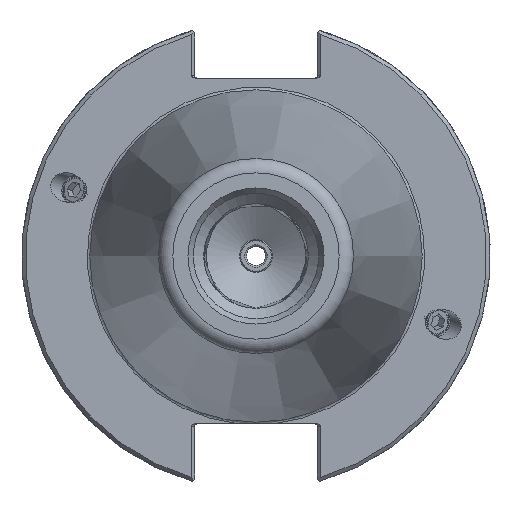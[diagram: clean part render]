
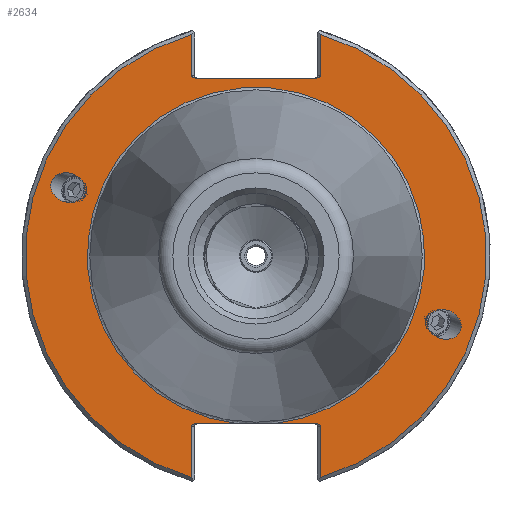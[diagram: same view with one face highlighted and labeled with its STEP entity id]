
A CAD part, left-side view. The second image highlights one B-rep face of the part: STEP entity #2634.
In plain terms, the highlighted planar face has unit normal (-1, 0, 0).
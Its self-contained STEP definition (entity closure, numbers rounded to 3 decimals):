
#561=CARTESIAN_POINT('',(3.175,-35.971,-13.092));
#562=VERTEX_POINT('',#561);
#563=CARTESIAN_POINT('',(3.175,-39.467,-14.365));
#564=DIRECTION('',(1.0,0.0,0.0));
#565=DIRECTION('',(0.0,-0.94,-0.342));
#566=AXIS2_PLACEMENT_3D('',#563,#564,#565);
#567=ELLIPSE('',#566,3.721,3.048);
#568=EDGE_CURVE('',#562,#562,#567,.T.);
#641=CARTESIAN_POINT('',(3.175,35.971,13.092));
#642=VERTEX_POINT('',#641);
#643=CARTESIAN_POINT('',(3.175,39.467,14.365));
#644=DIRECTION('',(1.0,0.0,0.0));
#645=DIRECTION('',(0.0,0.94,0.342));
#646=AXIS2_PLACEMENT_3D('',#643,#644,#645);
#647=ELLIPSE('',#646,3.721,3.048);
#648=EDGE_CURVE('',#642,#642,#647,.T.);
#1372=CARTESIAN_POINT('',(3.175,13.526,37.897));
#1373=VERTEX_POINT('',#1372);
#1380=CARTESIAN_POINT('',(3.175,12.807,37.389));
#1381=VERTEX_POINT('',#1380);
#1382=CARTESIAN_POINT('',(3.175,12.807,37.897));
#1383=DIRECTION('',(-1.0,0.0,0.0));
#1384=DIRECTION('',(0.0,1.0,0.0));
#1385=AXIS2_PLACEMENT_3D('',#1382,#1383,#1384);
#1386=ELLIPSE('',#1385,0.718,0.508);
#1387=EDGE_CURVE('',#1373,#1381,#1386,.T.);
#1483=CARTESIAN_POINT('',(3.175,13.526,46.524));
#1484=VERTEX_POINT('',#1483);
#1491=CARTESIAN_POINT('',(3.175,13.526,46.524));
#1492=DIRECTION('',(0.0,0.0,-1.0));
#1493=VECTOR('',#1492,8.628);
#1494=LINE('',#1491,#1493);
#1495=EDGE_CURVE('',#1484,#1373,#1494,.T.);
#1665=CARTESIAN_POINT('',(3.175,12.807,-35.255));
#1666=VERTEX_POINT('',#1665);
#1673=CARTESIAN_POINT('',(3.175,13.526,-35.763));
#1674=VERTEX_POINT('',#1673);
#1675=CARTESIAN_POINT('',(3.175,12.807,-35.763));
#1676=DIRECTION('',(-1.0,0.0,0.0));
#1677=DIRECTION('',(0.0,1.0,0.0));
#1678=AXIS2_PLACEMENT_3D('',#1675,#1676,#1677);
#1679=ELLIPSE('',#1678,0.718,0.508);
#1680=EDGE_CURVE('',#1666,#1674,#1679,.T.);
#1809=CARTESIAN_POINT('',(3.175,13.526,-46.524));
#1810=VERTEX_POINT('',#1809);
#1811=CARTESIAN_POINT('',(3.175,13.526,-35.763));
#1812=DIRECTION('',(0.0,0.0,-1.0));
#1813=VECTOR('',#1812,10.761);
#1814=LINE('',#1811,#1813);
#1815=EDGE_CURVE('',#1674,#1810,#1814,.T.);
#1840=CARTESIAN_POINT('',(3.175,-13.525,-35.763));
#1841=VERTEX_POINT('',#1840);
#1842=CARTESIAN_POINT('',(3.175,-12.807,-35.255));
#1843=VERTEX_POINT('',#1842);
#1844=CARTESIAN_POINT('',(3.175,-12.807,-35.763));
#1845=DIRECTION('',(-1.0,0.0,0.0));
#1846=DIRECTION('',(0.0,-1.0,0.0));
#1847=AXIS2_PLACEMENT_3D('',#1844,#1845,#1846);
#1848=ELLIPSE('',#1847,0.718,0.508);
#1849=EDGE_CURVE('',#1841,#1843,#1848,.T.);
#1953=CARTESIAN_POINT('',(3.175,-13.525,-46.524));
#1954=VERTEX_POINT('',#1953);
#1961=CARTESIAN_POINT('',(3.175,-13.525,-46.524));
#1962=DIRECTION('',(0.0,0.0,1.0));
#1963=VECTOR('',#1962,10.761);
#1964=LINE('',#1961,#1963);
#1965=EDGE_CURVE('',#1954,#1841,#1964,.T.);
#2151=CARTESIAN_POINT('',(3.175,-12.807,37.389));
#2152=VERTEX_POINT('',#2151);
#2159=CARTESIAN_POINT('',(3.175,-13.525,37.897));
#2160=VERTEX_POINT('',#2159);
#2161=CARTESIAN_POINT('',(3.175,-12.807,37.897));
#2162=DIRECTION('',(-1.0,0.0,0.0));
#2163=DIRECTION('',(0.0,-1.0,0.0));
#2164=AXIS2_PLACEMENT_3D('',#2161,#2162,#2163);
#2165=ELLIPSE('',#2164,0.718,0.508);
#2166=EDGE_CURVE('',#2152,#2160,#2165,.T.);
#2280=CARTESIAN_POINT('',(3.175,-13.525,46.524));
#2281=VERTEX_POINT('',#2280);
#2282=CARTESIAN_POINT('',(3.175,-13.525,37.897));
#2283=DIRECTION('',(0.0,0.0,1.0));
#2284=VECTOR('',#2283,8.628);
#2285=LINE('',#2282,#2284);
#2286=EDGE_CURVE('',#2160,#2281,#2285,.T.);
#2455=CARTESIAN_POINT('',(3.175,12.807,37.389));
#2456=DIRECTION('',(0.0,-1.0,0.0));
#2457=VECTOR('',#2456,25.614);
#2458=LINE('',#2455,#2457);
#2459=EDGE_CURVE('',#1381,#2152,#2458,.T.);
#2537=CARTESIAN_POINT('',(3.175,-3.545,-35.255));
#2538=VERTEX_POINT('',#2537);
#2539=CARTESIAN_POINT('',(3.175,3.545,-35.255));
#2540=VERTEX_POINT('',#2539);
#2575=CARTESIAN_POINT('',(3.175,0.0,0.0));
#2576=DIRECTION('',(-1.0,0.0,0.0));
#2577=DIRECTION('',(0.0,-1.0,0.0));
#2578=AXIS2_PLACEMENT_3D('',#2575,#2576,#2577);
#2579=CIRCLE('',#2578,35.433);
#2580=EDGE_CURVE('',#2538,#2540,#2579,.T.);
#2585=CARTESIAN_POINT('',(3.175,42.069,0.0));
#2586=DIRECTION('',(-1.0,0.0,0.0));
#2587=DIRECTION('',(0.0,0.0,1.0));
#2588=AXIS2_PLACEMENT_3D('',#2585,#2586,#2587);
#2589=PLANE('',#2588);
#2590=ORIENTED_EDGE('',*,*,#2580,.F.);
#2591=CARTESIAN_POINT('',(3.175,-12.807,-35.255));
#2592=DIRECTION('',(0.0,1.0,0.0));
#2593=VECTOR('',#2592,9.262);
#2594=LINE('',#2591,#2593);
#2595=EDGE_CURVE('',#1843,#2538,#2594,.T.);
#2596=ORIENTED_EDGE('',*,*,#2595,.F.);
#2597=ORIENTED_EDGE('',*,*,#1849,.F.);
#2598=ORIENTED_EDGE('',*,*,#1965,.F.);
#2599=CARTESIAN_POINT('',(3.175,0.0,0.0));
#2600=DIRECTION('',(1.0,0.0,0.0));
#2601=DIRECTION('',(0.0,-1.0,0.0));
#2602=AXIS2_PLACEMENT_3D('',#2599,#2600,#2601);
#2603=CIRCLE('',#2602,48.45);
#2604=EDGE_CURVE('',#2281,#1954,#2603,.T.);
#2605=ORIENTED_EDGE('',*,*,#2604,.F.);
#2606=ORIENTED_EDGE('',*,*,#2286,.F.);
#2607=ORIENTED_EDGE('',*,*,#2166,.F.);
#2608=ORIENTED_EDGE('',*,*,#2459,.F.);
#2609=ORIENTED_EDGE('',*,*,#1387,.F.);
#2610=ORIENTED_EDGE('',*,*,#1495,.F.);
#2611=CARTESIAN_POINT('',(3.175,0.0,0.0));
#2612=DIRECTION('',(1.0,0.0,0.0));
#2613=DIRECTION('',(0.0,1.0,0.0));
#2614=AXIS2_PLACEMENT_3D('',#2611,#2612,#2613);
#2615=CIRCLE('',#2614,48.45);
#2616=EDGE_CURVE('',#1810,#1484,#2615,.T.);
#2617=ORIENTED_EDGE('',*,*,#2616,.F.);
#2618=ORIENTED_EDGE('',*,*,#1815,.F.);
#2619=ORIENTED_EDGE('',*,*,#1680,.F.);
#2620=CARTESIAN_POINT('',(3.175,3.545,-35.255));
#2621=DIRECTION('',(0.0,1.0,0.0));
#2622=VECTOR('',#2621,9.262);
#2623=LINE('',#2620,#2622);
#2624=EDGE_CURVE('',#2540,#1666,#2623,.T.);
#2625=ORIENTED_EDGE('',*,*,#2624,.F.);
#2626=EDGE_LOOP('',(#2590,#2596,#2597,#2598,#2605,#2606,#2607,#2608,#2609,#2610,#2617,#2618,#2619,#2625));
#2627=FACE_OUTER_BOUND('',#2626,.T.);
#2628=ORIENTED_EDGE('',*,*,#568,.T.);
#2629=EDGE_LOOP('',(#2628));
#2630=FACE_BOUND('',#2629,.T.);
#2631=ORIENTED_EDGE('',*,*,#648,.T.);
#2632=EDGE_LOOP('',(#2631));
#2633=FACE_BOUND('',#2632,.T.);
#2634=ADVANCED_FACE('',(#2627,#2630,#2633),#2589,.T.);
